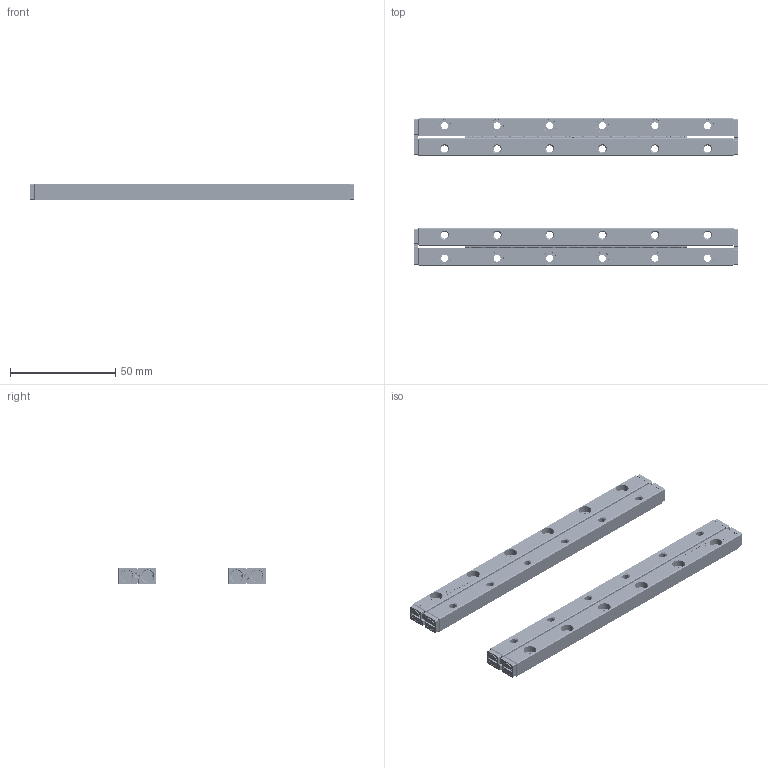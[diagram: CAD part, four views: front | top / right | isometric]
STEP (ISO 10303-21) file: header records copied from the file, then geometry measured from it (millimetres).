
FILE_DESCRIPTION(/* description */ (''),/* implementation_level */ '2;1');
FILE_NAME(/* name */ 'Set RSDE-3150x31KRE_stp_stp.stp',/* time_stamp */ '2025-05-27T14:53:23+02:00',/* author */ (''),/* organization */ (''),/* preprocessor_version */ 'ST-DEVELOPER v16.7',/* originating_system */ 'SIEMENS PLM Software NX 12.0',/* authorisation */ '');
FILE_SCHEMA (('AUTOMOTIVE_DESIGN { 1 0 10303 214 3 1 1 1 }'));
Products named in the file (1): Set RSDE-3150x31KRE_stp_stp
Bounding box: 154.1 x 70 x 8 mm (x, y, z)
Volume: 37938.7 mm3; surface area: 31561.1 mm2
Topology: 90 solids, 90 shells, 4130 faces, 11280 edges, 7398 vertices
Faces by surface type: plane 1764, cylinder 1274, torus 636, bspline 360, cone 96
Full cylindrical faces by diameter (mm): 0.45 x264, 2 x60, 2.6 x8, 3 x70, 3.2 x16, 3.3 x24, 6 x24
Entity records: 139725 total; most frequent: CARTESIAN_POINT 29879, DIRECTION 20698, ORIENTED_EDGE 20560, EDGE_CURVE 10280, AXIS2_PLACEMENT_3D 7687, VERTEX_POINT 7092, EDGE_LOOP 5460, LINE 5324
